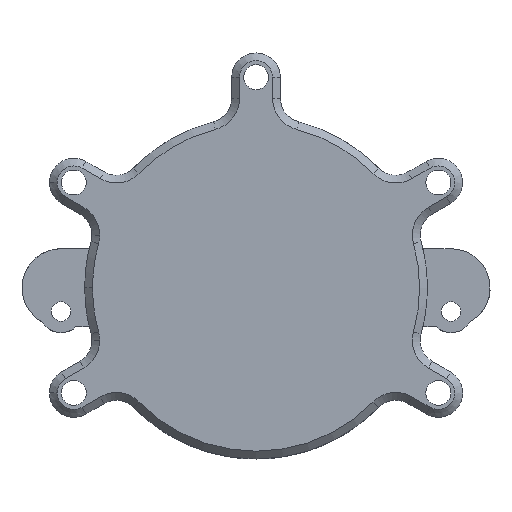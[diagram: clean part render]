
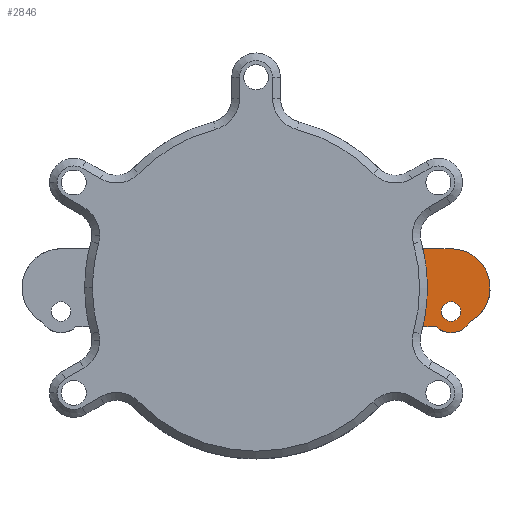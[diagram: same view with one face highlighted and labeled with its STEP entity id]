
A CAD part, top view. The second image highlights one B-rep face of the part: STEP entity #2846.
In plain terms, the highlighted planar face has unit normal (0, 0, 1).
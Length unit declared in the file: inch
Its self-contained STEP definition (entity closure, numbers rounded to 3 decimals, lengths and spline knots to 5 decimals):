
#15 = CARTESIAN_POINT ( 'NONE',  ( 1.00315, 0., 0.84646 ) ) ;
#149 = EDGE_CURVE ( 'NONE', #1580, #2337, #1650, .T. ) ;
#340 = CIRCLE ( 'NONE', #609, 0.05 ) ;
#351 = CARTESIAN_POINT ( 'NONE',  ( 1.00315, -0.12205, 0.84646 ) ) ;
#358 = FACE_BOUND ( 'NONE', #3072, .T. ) ;
#412 = DIRECTION ( 'NONE',  ( 0., 0., -1. ) ) ;
#446 = VERTEX_POINT ( 'NONE', #3362 ) ;
#449 = PLANE ( 'NONE',  #674 ) ;
#487 = EDGE_CURVE ( 'NONE', #689, #446, #340, .T. ) ;
#543 = DIRECTION ( 'NONE',  ( 0., 0., -1. ) ) ;
#609 = AXIS2_PLACEMENT_3D ( 'NONE', #351, #3737, #1725 ) ;
#654 = LINE ( 'NONE', #1201, #3256 ) ;
#674 = AXIS2_PLACEMENT_3D ( 'NONE', #4023, #2358, #3689 ) ;
#681 = CARTESIAN_POINT ( 'NONE',  ( 1.00315, -0.12205, 0.84646 ) ) ;
#689 = VERTEX_POINT ( 'NONE', #3891 ) ;
#738 = EDGE_LOOP ( 'NONE', ( #1253, #3247, #2034, #1717, #834, #2582 ) ) ;
#786 = ORIENTED_EDGE ( 'NONE', *, *, #4353, .T. ) ;
#834 = ORIENTED_EDGE ( 'NONE', *, *, #2334, .T. ) ;
#946 = DIRECTION ( 'NONE',  ( -1., 0., 0. ) ) ;
#966 = VERTEX_POINT ( 'NONE', #2468 ) ;
#1041 = DIRECTION ( 'NONE',  ( -1., 0., 0. ) ) ;
#1082 = DIRECTION ( 'NONE',  ( 0., 0., -1. ) ) ;
#1201 = CARTESIAN_POINT ( 'NONE',  ( 1.00315, -0.20079, 0.84646 ) ) ;
#1253 = ORIENTED_EDGE ( 'NONE', *, *, #149, .T. ) ;
#1308 = AXIS2_PLACEMENT_3D ( 'NONE', #681, #1082, #3455 ) ;
#1351 = DIRECTION ( 'NONE',  ( -1., 0., 0. ) ) ;
#1417 = EDGE_CURVE ( 'NONE', #4338, #966, #3578, .T. ) ;
#1434 = DIRECTION ( 'NONE',  ( -1., 0., 0. ) ) ;
#1549 = CARTESIAN_POINT ( 'NONE',  ( 1.00315, -0.12205, 0.84646 ) ) ;
#1572 = CARTESIAN_POINT ( 'NONE',  ( 0., 0., 0.84646 ) ) ;
#1580 = VERTEX_POINT ( 'NONE', #3594 ) ;
#1585 = CIRCLE ( 'NONE', #2904, 0.8811 ) ;
#1650 = CIRCLE ( 'NONE', #3117, 0.10906 ) ;
#1705 = EDGE_CURVE ( 'NONE', #2337, #4338, #3517, .T. ) ;
#1717 = ORIENTED_EDGE ( 'NONE', *, *, #3975, .T. ) ;
#1725 = DIRECTION ( 'NONE',  ( 1., 0., 0. ) ) ;
#1998 = CIRCLE ( 'NONE', #3561, 0.8811 ) ;
#2034 = ORIENTED_EDGE ( 'NONE', *, *, #1417, .T. ) ;
#2038 = CARTESIAN_POINT ( 'NONE',  ( 1.00315, 0.20079, 0.84646 ) ) ;
#2075 = CIRCLE ( 'NONE', #1308, 0.05 ) ;
#2208 = EDGE_CURVE ( 'NONE', #3652, #1580, #654, .T. ) ;
#2334 = EDGE_CURVE ( 'NONE', #2852, #3652, #1585, .T. ) ;
#2337 = VERTEX_POINT ( 'NONE', #2460 ) ;
#2358 = DIRECTION ( 'NONE',  ( 0., 0., 1. ) ) ;
#2460 = CARTESIAN_POINT ( 'NONE',  ( 1.09707, -0.17746, 0.84646 ) ) ;
#2468 = CARTESIAN_POINT ( 'NONE',  ( 0.85792, 0.20079, 0.84646 ) ) ;
#2490 = CARTESIAN_POINT ( 'NONE',  ( 0., 0., 0.84646 ) ) ;
#2582 = ORIENTED_EDGE ( 'NONE', *, *, #2208, .T. ) ;
#2591 = AXIS2_PLACEMENT_3D ( 'NONE', #15, #2716, #1351 ) ;
#2622 = FACE_OUTER_BOUND ( 'NONE', #738, .T. ) ;
#2647 = VECTOR ( 'NONE', #1041, 39.37008 ) ;
#2684 = CARTESIAN_POINT ( 'NONE',  ( 0.85792, -0.20079, 0.84646 ) ) ;
#2716 = DIRECTION ( 'NONE',  ( 0., 0., 1. ) ) ;
#2846 = ADVANCED_FACE ( 'NONE', ( #358, #2622 ), #449, .T. ) ;
#2852 = VERTEX_POINT ( 'NONE', #3031 ) ;
#2904 = AXIS2_PLACEMENT_3D ( 'NONE', #2490, #412, #1434 ) ;
#2970 = DIRECTION ( 'NONE',  ( 1., 0., 0. ) ) ;
#3031 = CARTESIAN_POINT ( 'NONE',  ( 0.8811, 0., 0.84646 ) ) ;
#3072 = EDGE_LOOP ( 'NONE', ( #786, #3560 ) ) ;
#3117 = AXIS2_PLACEMENT_3D ( 'NONE', #1549, #3243, #4248 ) ;
#3243 = DIRECTION ( 'NONE',  ( 0., 0., 1. ) ) ;
#3247 = ORIENTED_EDGE ( 'NONE', *, *, #1705, .T. ) ;
#3256 = VECTOR ( 'NONE', #2970, 39.37008 ) ;
#3362 = CARTESIAN_POINT ( 'NONE',  ( 0.95315, -0.12205, 0.84646 ) ) ;
#3455 = DIRECTION ( 'NONE',  ( 1., 0., 0. ) ) ;
#3517 = CIRCLE ( 'NONE', #2591, 0.20079 ) ;
#3560 = ORIENTED_EDGE ( 'NONE', *, *, #487, .T. ) ;
#3561 = AXIS2_PLACEMENT_3D ( 'NONE', #1572, #543, #946 ) ;
#3578 = LINE ( 'NONE', #4051, #2647 ) ;
#3594 = CARTESIAN_POINT ( 'NONE',  ( 0.9277, -0.20079, 0.84646 ) ) ;
#3652 = VERTEX_POINT ( 'NONE', #2684 ) ;
#3689 = DIRECTION ( 'NONE',  ( -1., 0., 0. ) ) ;
#3737 = DIRECTION ( 'NONE',  ( 0., 0., -1. ) ) ;
#3891 = CARTESIAN_POINT ( 'NONE',  ( 1.05315, -0.12205, 0.84646 ) ) ;
#3975 = EDGE_CURVE ( 'NONE', #966, #2852, #1998, .T. ) ;
#4023 = CARTESIAN_POINT ( 'NONE',  ( 1.00315, 0., 0.84646 ) ) ;
#4051 = CARTESIAN_POINT ( 'NONE',  ( 1.00315, 0.20079, 0.84646 ) ) ;
#4248 = DIRECTION ( 'NONE',  ( 1., 0., 0. ) ) ;
#4338 = VERTEX_POINT ( 'NONE', #2038 ) ;
#4353 = EDGE_CURVE ( 'NONE', #446, #689, #2075, .T. ) ;
